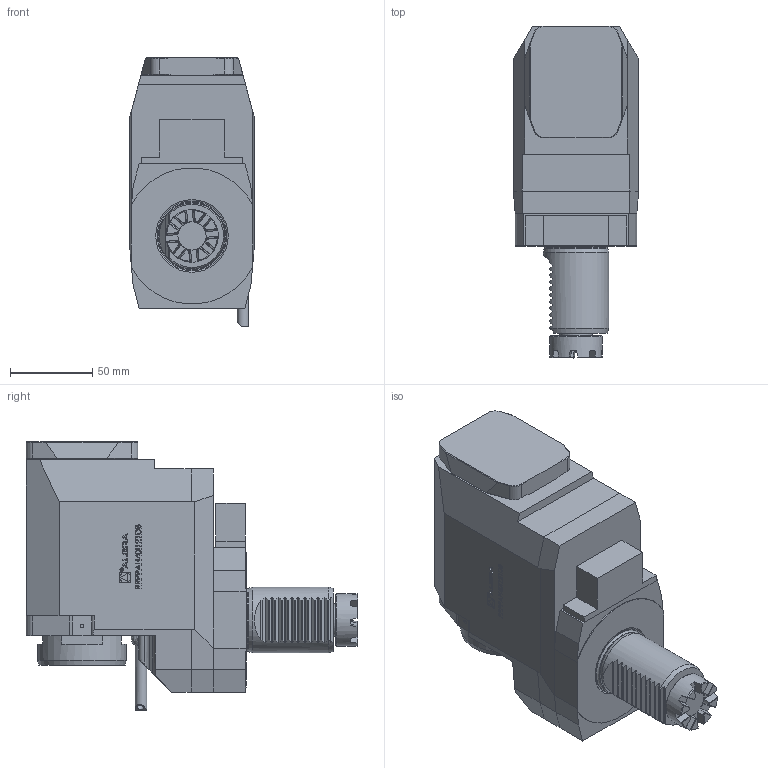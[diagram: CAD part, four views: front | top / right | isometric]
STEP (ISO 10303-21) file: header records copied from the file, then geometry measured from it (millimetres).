
FILE_DESCRIPTION (( 'STEP AP214' ), '1' );
FILE_NAME ('RRPPAH40I121DB.STEP', '2026-01-28T10:01:36', ( '' ), ( '' ), 'SwSTEP 2.0', 'SolidWorks 2023', '' );
FILE_SCHEMA (( 'AUTOMOTIVE_DESIGN' ));
Length unit declared in the file: millimetre
Products named in the file (1): RRPPAH40I121DB
Bounding box: 76 x 202 x 163.5 mm (x, y, z)
Volume: 1261685.9 mm3; surface area: 87188.4 mm2
Topology: 1 solids, 2 shells, 622 faces, 1657 edges, 1093 vertices
Faces by surface type: plane 434, cylinder 90, bspline 58, cone 35, torus 3, sphere 2
Full cylindrical faces by diameter (mm): 1.7 x1, 2.1 x1, 4 x1, 5 x1, 6.366 x1, 7 x1, 17.2 x1, 20 x1, 32 x1, 38.7 x1, 40 x1, 54 x1
Entity records: 25880 total; most frequent: CARTESIAN_POINT 8079, ORIENTED_EDGE 3248, DIRECTION 2617, EDGE_CURVE 1624, LINE 1095, VECTOR 1095, VERTEX_POINT 1081, AXIS2_PLACEMENT_3D 761
